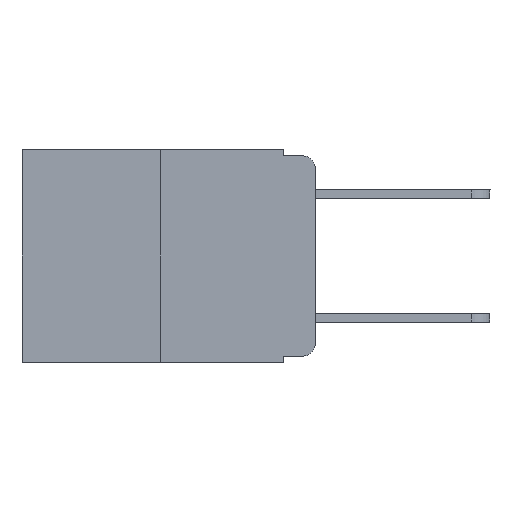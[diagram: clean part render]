
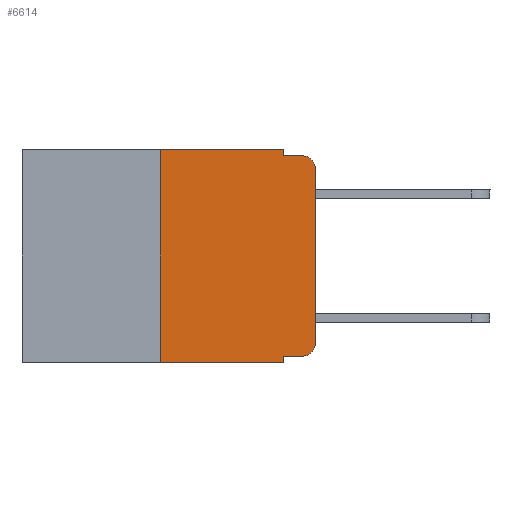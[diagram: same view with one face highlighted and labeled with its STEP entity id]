
A CAD part, left-side view. The second image highlights one B-rep face of the part: STEP entity #6614.
In plain terms, the highlighted planar face has unit normal (-1, 0, 0).
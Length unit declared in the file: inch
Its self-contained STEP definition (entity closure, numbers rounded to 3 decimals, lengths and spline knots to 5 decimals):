
#33 = LINE ( 'NONE', #16504, #17624 ) ;
#296 = CARTESIAN_POINT ( 'NONE',  ( 0., 0., -0.313 ) ) ;
#658 = DIRECTION ( 'NONE',  ( 0., 0., 1. ) ) ;
#673 = DIRECTION ( 'NONE',  ( 0., -1., 0. ) ) ;
#698 = EDGE_CURVE ( 'NONE', #6119, #11753, #3977, .T. ) ;
#728 = CARTESIAN_POINT ( 'NONE',  ( 0., 0.051, -0.343 ) ) ;
#1181 = DIRECTION ( 'NONE',  ( 1., 0., 0. ) ) ;
#1291 = DIRECTION ( 'NONE',  ( 0., -1., 0. ) ) ;
#1333 = DIRECTION ( 'NONE',  ( 0., -1., 0. ) ) ;
#1911 = VERTEX_POINT ( 'NONE', #5508 ) ;
#1990 = CARTESIAN_POINT ( 'NONE',  ( 0., 0.25, 0. ) ) ;
#2236 = CARTESIAN_POINT ( 'NONE',  ( 0., 0.051, 0. ) ) ;
#2288 = FACE_OUTER_BOUND ( 'NONE', #16346, .T. ) ;
#2610 = CARTESIAN_POINT ( 'NONE',  ( 0., 0.473, 0. ) ) ;
#3459 = CARTESIAN_POINT ( 'NONE',  ( 0., 0.25, -0.343 ) ) ;
#3520 = AXIS2_PLACEMENT_3D ( 'NONE', #12969, #6699, #18870 ) ;
#3977 = CIRCLE ( 'NONE', #9369, 0.02 ) ;
#4306 = VERTEX_POINT ( 'NONE', #2236 ) ;
#4528 = LINE ( 'NONE', #19689, #17019 ) ;
#4909 = ORIENTED_EDGE ( 'NONE', *, *, #698, .T. ) ;
#4941 = DIRECTION ( 'NONE',  ( 0., 0., -1. ) ) ;
#5241 = ORIENTED_EDGE ( 'NONE', *, *, #9503, .F. ) ;
#5250 = LINE ( 'NONE', #17405, #7589 ) ;
#5446 = ORIENTED_EDGE ( 'NONE', *, *, #13576, .T. ) ;
#5508 = CARTESIAN_POINT ( 'NONE',  ( 0., 0.02, -0.01 ) ) ;
#5832 = AXIS2_PLACEMENT_3D ( 'NONE', #17432, #1181, #14729 ) ;
#6056 = CIRCLE ( 'NONE', #3520, 0.02 ) ;
#6119 = VERTEX_POINT ( 'NONE', #8582 ) ;
#6127 = DIRECTION ( 'NONE',  ( 0., -1., 0. ) ) ;
#6381 = VERTEX_POINT ( 'NONE', #10550 ) ;
#6402 = VERTEX_POINT ( 'NONE', #1990 ) ;
#6429 = CARTESIAN_POINT ( 'NONE',  ( 0., 0.051, 0. ) ) ;
#6614 = ADVANCED_FACE ( 'NONE', ( #2288 ), #14828, .F. ) ;
#6699 = DIRECTION ( 'NONE',  ( -1., 0., 0. ) ) ;
#7589 = VECTOR ( 'NONE', #12712, 39.37008 ) ;
#7709 = EDGE_CURVE ( 'NONE', #6381, #1911, #17230, .T. ) ;
#8016 = LINE ( 'NONE', #6429, #12140 ) ;
#8582 = CARTESIAN_POINT ( 'NONE',  ( 0., 0.02, -0.333 ) ) ;
#9023 = EDGE_CURVE ( 'NONE', #11753, #10666, #5250, .T. ) ;
#9369 = AXIS2_PLACEMENT_3D ( 'NONE', #10926, #15302, #12109 ) ;
#9390 = EDGE_CURVE ( 'NONE', #12257, #10939, #33, .T. ) ;
#9437 = EDGE_CURVE ( 'NONE', #16775, #10939, #12782, .T. ) ;
#9503 = EDGE_CURVE ( 'NONE', #4306, #6381, #8016, .T. ) ;
#9547 = ORIENTED_EDGE ( 'NONE', *, *, #7709, .F. ) ;
#9842 = ORIENTED_EDGE ( 'NONE', *, *, #9390, .T. ) ;
#10550 = CARTESIAN_POINT ( 'NONE',  ( 0., 0.051, -0.01 ) ) ;
#10666 = VERTEX_POINT ( 'NONE', #13602 ) ;
#10926 = CARTESIAN_POINT ( 'NONE',  ( 0., 0.02, -0.313 ) ) ;
#10939 = VERTEX_POINT ( 'NONE', #728 ) ;
#11321 = CARTESIAN_POINT ( 'NONE',  ( 0., 0.25, 0. ) ) ;
#11647 = VECTOR ( 'NONE', #673, 39.37008 ) ;
#11720 = EDGE_CURVE ( 'NONE', #12257, #6402, #15439, .T. ) ;
#11753 = VERTEX_POINT ( 'NONE', #296 ) ;
#11845 = LINE ( 'NONE', #2610, #12558 ) ;
#12109 = DIRECTION ( 'NONE',  ( 0., 0., -1. ) ) ;
#12140 = VECTOR ( 'NONE', #15680, 39.37008 ) ;
#12153 = ORIENTED_EDGE ( 'NONE', *, *, #19328, .T. ) ;
#12257 = VERTEX_POINT ( 'NONE', #3459 ) ;
#12319 = ORIENTED_EDGE ( 'NONE', *, *, #9023, .T. ) ;
#12558 = VECTOR ( 'NONE', #1291, 39.37008 ) ;
#12712 = DIRECTION ( 'NONE',  ( 0., 0., 1. ) ) ;
#12782 = LINE ( 'NONE', #18892, #15317 ) ;
#12969 = CARTESIAN_POINT ( 'NONE',  ( 0., 0.02, -0.03 ) ) ;
#13576 = EDGE_CURVE ( 'NONE', #10666, #1911, #6056, .T. ) ;
#13602 = CARTESIAN_POINT ( 'NONE',  ( 0., 0., -0.03 ) ) ;
#14335 = CARTESIAN_POINT ( 'NONE',  ( 0., 0.051, -0.01 ) ) ;
#14729 = DIRECTION ( 'NONE',  ( 0., 0., -1. ) ) ;
#14828 = PLANE ( 'NONE',  #5832 ) ;
#15302 = DIRECTION ( 'NONE',  ( -1., 0., 0. ) ) ;
#15317 = VECTOR ( 'NONE', #4941, 39.37008 ) ;
#15438 = CARTESIAN_POINT ( 'NONE',  ( 0., 0.051, -0.333 ) ) ;
#15439 = LINE ( 'NONE', #11321, #15866 ) ;
#15481 = ORIENTED_EDGE ( 'NONE', *, *, #11720, .F. ) ;
#15680 = DIRECTION ( 'NONE',  ( 0., 0., -1. ) ) ;
#15866 = VECTOR ( 'NONE', #658, 39.37008 ) ;
#16346 = EDGE_LOOP ( 'NONE', ( #12319, #5446, #9547, #5241, #17910, #15481, #9842, #16897, #12153, #4909 ) ) ;
#16504 = CARTESIAN_POINT ( 'NONE',  ( 0., 0.473, -0.343 ) ) ;
#16775 = VERTEX_POINT ( 'NONE', #15438 ) ;
#16897 = ORIENTED_EDGE ( 'NONE', *, *, #9437, .F. ) ;
#17019 = VECTOR ( 'NONE', #1333, 39.37008 ) ;
#17230 = LINE ( 'NONE', #14335, #11647 ) ;
#17405 = CARTESIAN_POINT ( 'NONE',  ( 0., 0., 0. ) ) ;
#17432 = CARTESIAN_POINT ( 'NONE',  ( 0., 0.473, 0. ) ) ;
#17624 = VECTOR ( 'NONE', #6127, 39.37008 ) ;
#17910 = ORIENTED_EDGE ( 'NONE', *, *, #19589, .F. ) ;
#18870 = DIRECTION ( 'NONE',  ( 0., 0., -1. ) ) ;
#18892 = CARTESIAN_POINT ( 'NONE',  ( 0., 0.051, 0. ) ) ;
#19328 = EDGE_CURVE ( 'NONE', #16775, #6119, #4528, .T. ) ;
#19589 = EDGE_CURVE ( 'NONE', #6402, #4306, #11845, .T. ) ;
#19689 = CARTESIAN_POINT ( 'NONE',  ( 0., 0.051, -0.333 ) ) ;
